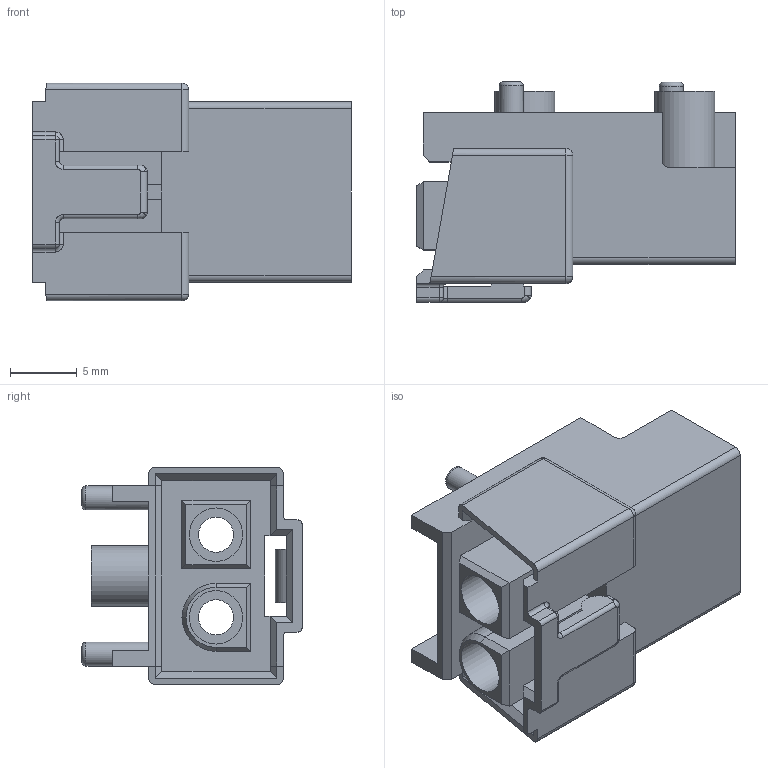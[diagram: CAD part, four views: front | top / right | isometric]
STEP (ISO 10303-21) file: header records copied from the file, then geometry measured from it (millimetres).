
FILE_DESCRIPTION(/* description */ (''),/* implementation_level */ '2;1');
FILE_NAME(/* name */ 'Power.ipt.step',/* time_stamp */ '2020-04-16T23:09:39-04:00',/* author */ ('Jordan'),/* organization */ (''),/* preprocessor_version */ 'ST-DEVELOPER v17',/* originating_system */ 'Autodesk Inventor 2019',/* authorisation */ '');
FILE_SCHEMA (('AUTOMOTIVE_DESIGN { 1 0 10303 214 3 1 1 }'));
Length unit declared in the file: inch
Products named in the file (1): Power
Bounding box: 23.9 x 16.5 x 16.3 mm (x, y, z)
Volume: 1956.8 mm3; surface area: 3288.6 mm2
Topology: 1 solids, 1 shells, 153 faces, 419 edges, 268 vertices
Faces by surface type: plane 86, cylinder 46, sphere 8, torus 6, cone 5, bspline 2
Full cylindrical faces by diameter (mm): 1.8 x2, 2 x2, 2.63 x2, 3.3 x2, 4 x2, 4.5 x2, 5.4 x2
Entity records: 5319 total; most frequent: CARTESIAN_POINT 1329, DIRECTION 842, ORIENTED_EDGE 822, EDGE_CURVE 411, AXIS2_PLACEMENT_3D 291, VERTEX_POINT 268, LINE 260, VECTOR 260
